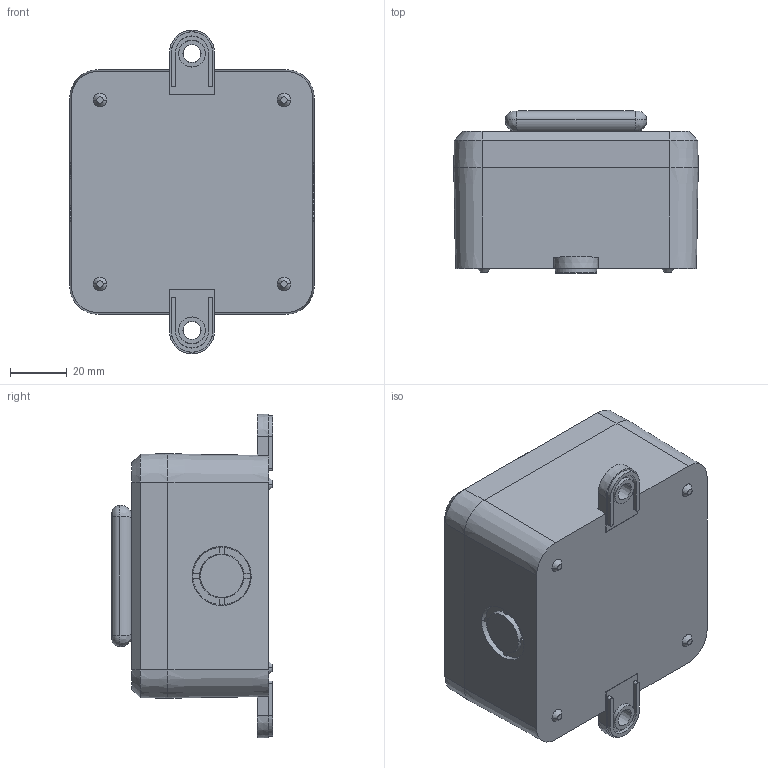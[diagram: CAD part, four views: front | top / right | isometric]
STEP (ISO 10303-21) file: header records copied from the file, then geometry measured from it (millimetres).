
FILE_DESCRIPTION (( 'STEP AP214' ), '1' );
FILE_NAME ('SK0265-A-3D_Issue_A.STEP', '2020-07-28T10:28:32', ( '' ), ( '' ), 'SwSTEP 2.0', 'SolidWorks 2020', '' );
FILE_SCHEMA (( 'AUTOMOTIVE_DESIGN' ));
Length unit declared in the file: millimetre
Products named in the file (7): A100 Lug; D0620-002_BASIC; A100 BackBox Outline_A100 last unit; SK0265-A-3D_Issue_A; Fibre washer; SCSSPL6x35; D0620-004-BASIC
Assembly tree (9 placements, depth 2):
  SK0265-A-3D_Issue_A
    D0620-002_BASIC
    D0620-004-BASIC
    Fibre washer  x2
    SCSSPL6x35  x2
    A100 BackBox Outline_A100 last unit
    A100 Lug  x2
Bounding box: 86.4 x 57.2 x 114.46 mm (x, y, z)
Volume: 312682.7 mm3; surface area: 75254.8 mm2
Topology: 13 solids, 13 shells, 590 faces, 1475 edges, 938 vertices
Faces by surface type: plane 211, cylinder 184, cone 119, bspline 47, torus 25, sphere 4
Entity records: 23681 total; most frequent: CARTESIAN_POINT 12186, ORIENTED_EDGE 2360, DIRECTION 2281, EDGE_CURVE 1180, AXIS2_PLACEMENT_3D 878, VERTEX_POINT 761, EDGE_LOOP 557, LINE 525
